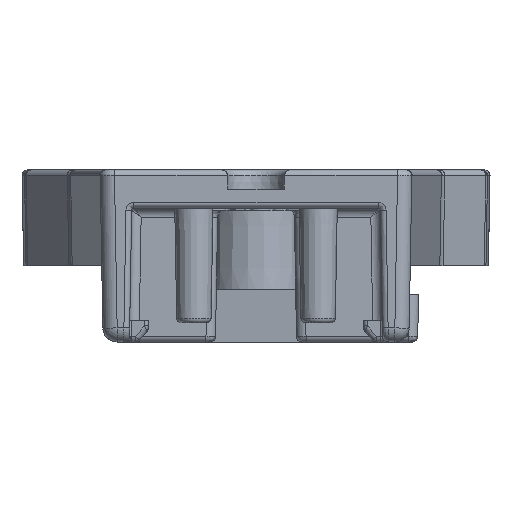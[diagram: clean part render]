
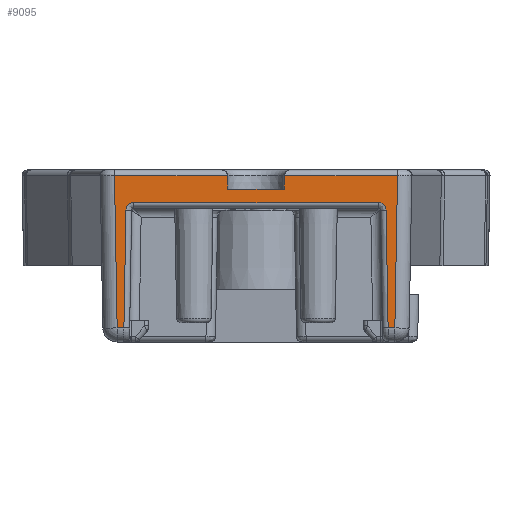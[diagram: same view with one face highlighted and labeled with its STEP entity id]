
A CAD part, front view. The second image highlights one B-rep face of the part: STEP entity #9095.
In plain terms, the highlighted planar face has unit normal (0, -1, -0.018).
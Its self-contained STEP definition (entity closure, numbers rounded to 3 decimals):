
#70 =( BOUNDED_CURVE ( )  B_SPLINE_CURVE ( 3, ( #10590, #9226, #6278, #2378 ),
 .UNSPECIFIED., .F., .F. ) 
 B_SPLINE_CURVE_WITH_KNOTS ( ( 4, 4 ),
 ( 1.588, 3.142 ),
 .UNSPECIFIED. ) 
 CURVE ( )  GEOMETRIC_REPRESENTATION_ITEM ( )  RATIONAL_B_SPLINE_CURVE ( ( 1., 0.809, 0.809, 1. ) ) 
 REPRESENTATION_ITEM ( '' )  );
#162 = CARTESIAN_POINT ( 'NONE',  ( -8., -21.14, 3.5 ) ) ;
#429 = VERTEX_POINT ( 'NONE', #4431 ) ;
#739 = EDGE_CURVE ( 'NONE', #8650, #429, #11950, .T. ) ;
#778 = VERTEX_POINT ( 'NONE', #13066 ) ;
#973 = EDGE_CURVE ( 'NONE', #12693, #778, #13445, .T. ) ;
#1096 = VECTOR ( 'NONE', #2289, 1000. ) ;
#1206 = CARTESIAN_POINT ( 'NONE',  ( 6.802, -21.12, 2.402 ) ) ;
#1284 = DIRECTION ( 'NONE',  ( 0.017, -0.017, 1. ) ) ;
#1691 = VERTEX_POINT ( 'NONE', #15932 ) ;
#2140 = CARTESIAN_POINT ( 'NONE',  ( -6.622, -21.013, -3.763 ) ) ;
#2251 = CARTESIAN_POINT ( 'NONE',  ( -1.483, -21.14, 3.5 ) ) ;
#2289 = DIRECTION ( 'NONE',  ( 0.017, -0.017, 1. ) ) ;
#2352 = AXIS2_PLACEMENT_3D ( 'NONE', #6498, #2424, #12046 ) ;
#2372 = EDGE_CURVE ( 'NONE', #17737, #16155, #4801, .T. ) ;
#2378 = CARTESIAN_POINT ( 'NONE',  ( -6.402, -21.127, 2.795 ) ) ;
#2424 = DIRECTION ( 'NONE',  ( 0., -1., -0.017 ) ) ;
#2467 = EDGE_CURVE ( 'NONE', #10687, #17737, #10811, .T. ) ;
#2566 = EDGE_CURVE ( 'NONE', #16390, #10687, #13544, .T. ) ;
#2991 = LINE ( 'NONE', #8929, #16723 ) ;
#3191 = DIRECTION ( 'NONE',  ( 1., 0., 0. ) ) ;
#3213 = ORIENTED_EDGE ( 'NONE', *, *, #739, .T. ) ;
#3358 = CARTESIAN_POINT ( 'NONE',  ( -7.402, -21.152, 4.195 ) ) ;
#3412 = DIRECTION ( 'NONE',  ( 0.017, 0.017, -1. ) ) ;
#3435 = DIRECTION ( 'NONE',  ( -0.017, 0.017, -1. ) ) ;
#3493 = CARTESIAN_POINT ( 'NONE',  ( 1.495, -21.152, 4.195 ) ) ;
#3563 = ORIENTED_EDGE ( 'NONE', *, *, #2467, .T. ) ;
#4235 = EDGE_CURVE ( 'NONE', #778, #6395, #4308, .T. ) ;
#4308 = LINE ( 'NONE', #2140, #12508 ) ;
#4362 = CARTESIAN_POINT ( 'NONE',  ( -6.909, -21.013, -3.763 ) ) ;
#4431 = CARTESIAN_POINT ( 'NONE',  ( -1.495, -21.152, 4.195 ) ) ;
#4467 = ORIENTED_EDGE ( 'NONE', *, *, #2372, .T. ) ;
#4801 = LINE ( 'NONE', #5945, #15749 ) ;
#4957 = VECTOR ( 'NONE', #8026, 1000. ) ;
#4976 = CARTESIAN_POINT ( 'NONE',  ( 6.918, -21.005, -4.24 ) ) ;
#5006 = ORIENTED_EDGE ( 'NONE', *, *, #4235, .T. ) ;
#5094 = CARTESIAN_POINT ( 'NONE',  ( -1.345, -21.002, -4.384 ) ) ;
#5107 = VECTOR ( 'NONE', #9739, 1000. ) ;
#5219 = DIRECTION ( 'NONE',  ( -1., 0., 0. ) ) ;
#5432 = EDGE_CURVE ( 'NONE', #15904, #16390, #9064, .T. ) ;
#5817 = ORIENTED_EDGE ( 'NONE', *, *, #973, .T. ) ;
#5859 = CARTESIAN_POINT ( 'NONE',  ( 7.402, -21.152, 4.195 ) ) ;
#5945 = CARTESIAN_POINT ( 'NONE',  ( 7.25, -21.013, -3.763 ) ) ;
#6173 = EDGE_CURVE ( 'NONE', #10040, #8585, #11069, .T. ) ;
#6278 = CARTESIAN_POINT ( 'NONE',  ( -6.633, -21.127, 2.795 ) ) ;
#6395 = VERTEX_POINT ( 'NONE', #4362 ) ;
#6498 = CARTESIAN_POINT ( 'NONE',  ( -8., -21., -4.5 ) ) ;
#7325 = CARTESIAN_POINT ( 'NONE',  ( 6.909, -21.013, -3.763 ) ) ;
#7354 = DIRECTION ( 'NONE',  ( -1., 0., 0. ) ) ;
#7831 = CARTESIAN_POINT ( 'NONE',  ( 6.802, -21.12, 2.402 ) ) ;
#8026 = DIRECTION ( 'NONE',  ( 1., 0., 0. ) ) ;
#8328 = EDGE_CURVE ( 'NONE', #13547, #15904, #70, .T. ) ;
#8397 = LINE ( 'NONE', #13285, #1096 ) ;
#8527 = EDGE_CURVE ( 'NONE', #429, #12693, #12305, .T. ) ;
#8585 = VERTEX_POINT ( 'NONE', #3493 ) ;
#8650 = VERTEX_POINT ( 'NONE', #2251 ) ;
#8657 = VECTOR ( 'NONE', #7354, 1000. ) ;
#8929 = CARTESIAN_POINT ( 'NONE',  ( 1.34, -20.997, -4.663 ) ) ;
#9064 = LINE ( 'NONE', #9411, #4957 ) ;
#9095 = ADVANCED_FACE ( 'NONE', ( #17214 ), #13368, .T. ) ;
#9226 = CARTESIAN_POINT ( 'NONE',  ( -6.798, -21.125, 2.633 ) ) ;
#9411 = CARTESIAN_POINT ( 'NONE',  ( 6.402, -21.127, 2.795 ) ) ;
#9420 = CARTESIAN_POINT ( 'NONE',  ( 6.402, -21.127, 2.795 ) ) ;
#9739 = DIRECTION ( 'NONE',  ( 1., 0., 0. ) ) ;
#9756 = CARTESIAN_POINT ( 'NONE',  ( 6.402, -21.127, 2.795 ) ) ;
#9849 = ORIENTED_EDGE ( 'NONE', *, *, #11316, .T. ) ;
#10004 = ORIENTED_EDGE ( 'NONE', *, *, #5432, .T. ) ;
#10037 = ORIENTED_EDGE ( 'NONE', *, *, #6173, .T. ) ;
#10040 = VERTEX_POINT ( 'NONE', #5859 ) ;
#10590 = CARTESIAN_POINT ( 'NONE',  ( -6.802, -21.12, 2.402 ) ) ;
#10687 = VERTEX_POINT ( 'NONE', #7831 ) ;
#10752 = ORIENTED_EDGE ( 'NONE', *, *, #13252, .F. ) ;
#10811 = LINE ( 'NONE', #4976, #17675 ) ;
#10876 = CARTESIAN_POINT ( 'NONE',  ( -6.922, -21., -4.519 ) ) ;
#11069 = LINE ( 'NONE', #16013, #14316 ) ;
#11153 = CARTESIAN_POINT ( 'NONE',  ( -6.802, -21.12, 2.402 ) ) ;
#11316 = EDGE_CURVE ( 'NONE', #16155, #10040, #8397, .T. ) ;
#11441 = CARTESIAN_POINT ( 'NONE',  ( -8., -21.152, 4.195 ) ) ;
#11585 = LINE ( 'NONE', #162, #5107 ) ;
#11687 = LINE ( 'NONE', #10876, #15301 ) ;
#11950 = LINE ( 'NONE', #5094, #15144 ) ;
#12046 = DIRECTION ( 'NONE',  ( 0., 0.017, -1. ) ) ;
#12063 = EDGE_LOOP ( 'NONE', ( #9849, #10037, #17154, #10752, #3213, #12373, #5817, #5006, #13644, #13218, #10004, #17509, #3563, #4467 ) ) ;
#12139 = EDGE_CURVE ( 'NONE', #8585, #1691, #2991, .T. ) ;
#12140 = CARTESIAN_POINT ( 'NONE',  ( 6.633, -21.127, 2.795 ) ) ;
#12142 = DIRECTION ( 'NONE',  ( -0.017, -0.017, 1. ) ) ;
#12305 = LINE ( 'NONE', #11441, #8657 ) ;
#12373 = ORIENTED_EDGE ( 'NONE', *, *, #8527, .T. ) ;
#12508 = VECTOR ( 'NONE', #13143, 1000. ) ;
#12693 = VERTEX_POINT ( 'NONE', #3358 ) ;
#13066 = CARTESIAN_POINT ( 'NONE',  ( -7.263, -21.013, -3.763 ) ) ;
#13143 = DIRECTION ( 'NONE',  ( 1., 0., 0. ) ) ;
#13218 = ORIENTED_EDGE ( 'NONE', *, *, #8328, .T. ) ;
#13252 = EDGE_CURVE ( 'NONE', #8650, #1691, #11585, .T. ) ;
#13285 = CARTESIAN_POINT ( 'NONE',  ( 7.245, -20.995, -4.766 ) ) ;
#13368 = PLANE ( 'NONE',  #2352 ) ;
#13445 = LINE ( 'NONE', #14393, #16187 ) ;
#13446 = CARTESIAN_POINT ( 'NONE',  ( -6.402, -21.127, 2.795 ) ) ;
#13544 =( BOUNDED_CURVE ( )  B_SPLINE_CURVE ( 3, ( #9420, #12140, #14871, #1206 ),
 .UNSPECIFIED., .F., .T. ) 
 B_SPLINE_CURVE_WITH_KNOTS ( ( 4, 4 ),
 ( 0., 1.553 ),
 .UNSPECIFIED. ) 
 CURVE ( )  GEOMETRIC_REPRESENTATION_ITEM ( )  RATIONAL_B_SPLINE_CURVE ( ( 1., 0.809, 0.809, 1. ) ) 
 REPRESENTATION_ITEM ( '' )  );
#13547 = VERTEX_POINT ( 'NONE', #11153 ) ;
#13644 = ORIENTED_EDGE ( 'NONE', *, *, #16728, .T. ) ;
#14316 = VECTOR ( 'NONE', #5219, 1000. ) ;
#14393 = CARTESIAN_POINT ( 'NONE',  ( -7.25, -21., -4.487 ) ) ;
#14594 = DIRECTION ( 'NONE',  ( 0.017, 0.017, -1. ) ) ;
#14871 = CARTESIAN_POINT ( 'NONE',  ( 6.798, -21.125, 2.633 ) ) ;
#15144 = VECTOR ( 'NONE', #12142, 1000. ) ;
#15301 = VECTOR ( 'NONE', #1284, 1000. ) ;
#15398 = CARTESIAN_POINT ( 'NONE',  ( 7.263, -21.013, -3.763 ) ) ;
#15749 = VECTOR ( 'NONE', #3191, 1000. ) ;
#15904 = VERTEX_POINT ( 'NONE', #13446 ) ;
#15932 = CARTESIAN_POINT ( 'NONE',  ( 1.483, -21.14, 3.5 ) ) ;
#16013 = CARTESIAN_POINT ( 'NONE',  ( -8., -21.152, 4.195 ) ) ;
#16155 = VERTEX_POINT ( 'NONE', #15398 ) ;
#16187 = VECTOR ( 'NONE', #3412, 1000. ) ;
#16390 = VERTEX_POINT ( 'NONE', #9756 ) ;
#16723 = VECTOR ( 'NONE', #3435, 1000. ) ;
#16728 = EDGE_CURVE ( 'NONE', #6395, #13547, #11687, .T. ) ;
#17154 = ORIENTED_EDGE ( 'NONE', *, *, #12139, .T. ) ;
#17214 = FACE_OUTER_BOUND ( 'NONE', #12063, .T. ) ;
#17509 = ORIENTED_EDGE ( 'NONE', *, *, #2566, .T. ) ;
#17675 = VECTOR ( 'NONE', #14594, 1000. ) ;
#17737 = VERTEX_POINT ( 'NONE', #7325 ) ;
